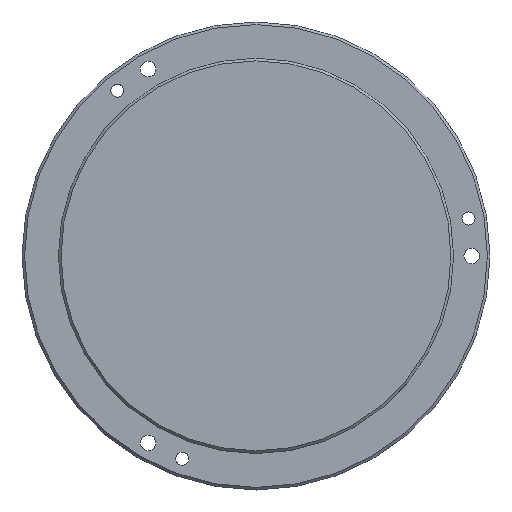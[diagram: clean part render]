
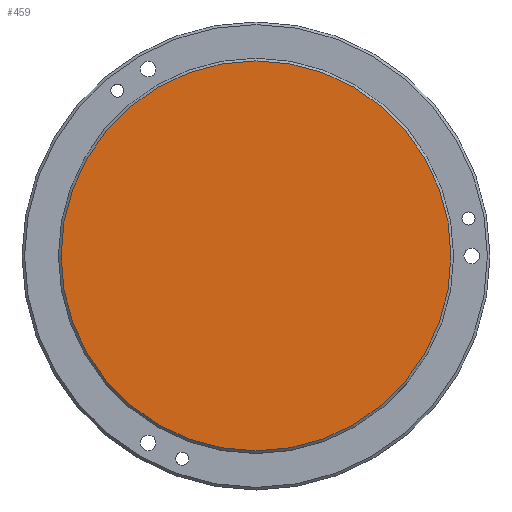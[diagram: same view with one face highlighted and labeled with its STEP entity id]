
A CAD part, top view. The second image highlights one B-rep face of the part: STEP entity #459.
In plain terms, the highlighted planar face has unit normal (0, 0, 1).
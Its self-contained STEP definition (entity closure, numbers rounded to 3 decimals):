
#45=PLANE('',#544);
#82=FACE_OUTER_BOUND('',#123,.T.);
#123=EDGE_LOOP('',(#404));
#206=CIRCLE('',#543,37.5);
#244=VERTEX_POINT('',#830);
#299=EDGE_CURVE('',#244,#244,#206,.T.);
#404=ORIENTED_EDGE('',*,*,#299,.F.);
#459=ADVANCED_FACE('',(#82),#45,.T.);
#543=AXIS2_PLACEMENT_3D('',#831,#693,#694);
#544=AXIS2_PLACEMENT_3D('',#833,#696,#697);
#693=DIRECTION('center_axis',(0.,0.,-1.));
#694=DIRECTION('ref_axis',(-1.,0.,0.));
#696=DIRECTION('center_axis',(0.,0.,1.));
#697=DIRECTION('ref_axis',(1.,0.,0.));
#830=CARTESIAN_POINT('',(37.5,0.,19.));
#831=CARTESIAN_POINT('Origin',(0.,0.,19.));
#833=CARTESIAN_POINT('Origin',(0.,0.,19.));
